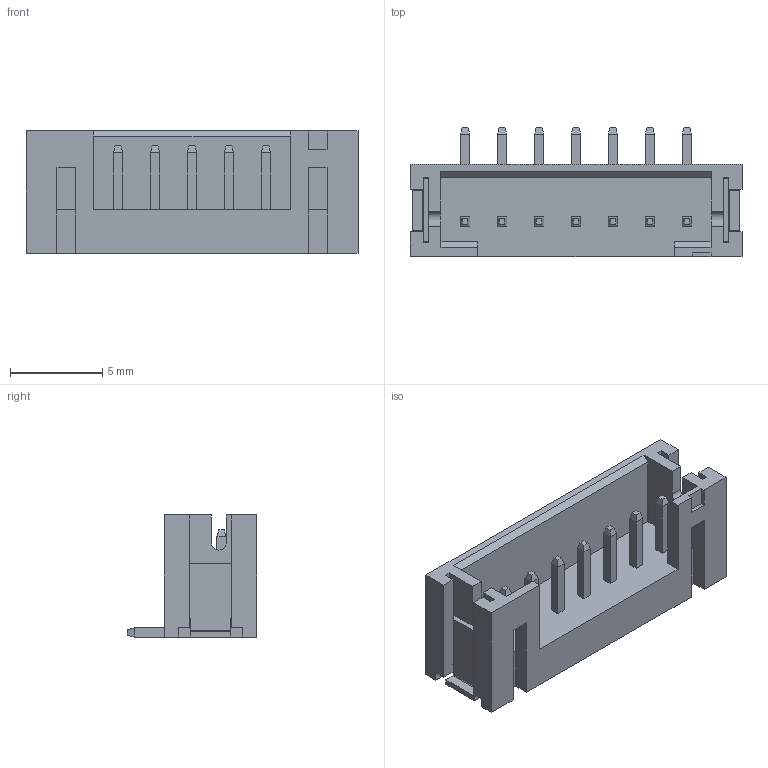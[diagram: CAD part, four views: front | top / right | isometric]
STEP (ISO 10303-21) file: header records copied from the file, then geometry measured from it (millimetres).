
FILE_DESCRIPTION(('STEP AP214'), '1');
FILE_NAME('BxB-PH-SM4-TB', '', ('UNSPECIFIED'), ('UNSPECIFIED'), 'ASCON STEP Converter 1.6', 'ASCON Math Kernel', '');
FILE_SCHEMA(('AUTOMOTIVE_DESIGN { 1 0 10303 214 3 1 1}'));
Length unit declared in the file: millimetre
Bounding box: 17.95 x 7 x 6.6 mm (x, y, z)
Volume: 305.1 mm3; surface area: 811.6 mm2
Topology: 3 solids, 3 shells, 276 faces, 708 edges, 448 vertices
Faces by surface type: plane 256, cylinder 20
Entity records: 10418 total; most frequent: CARTESIAN_POINT 1433, ORIENTED_EDGE 1416, DIRECTION 1316, EDGE_CURVE 708, LINE 654, VECTOR 654, VERTEX_POINT 448, AXIS2_PLACEMENT_3D 331
